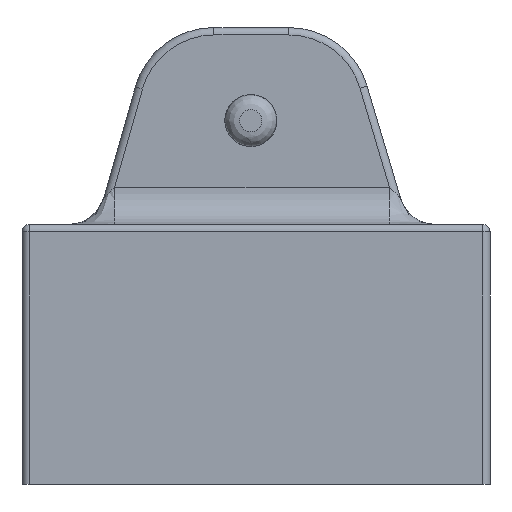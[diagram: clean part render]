
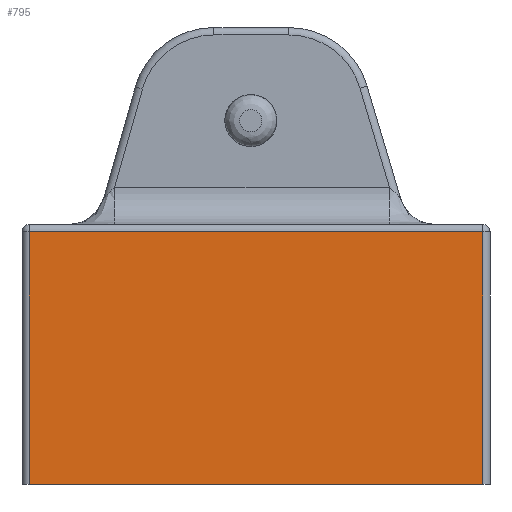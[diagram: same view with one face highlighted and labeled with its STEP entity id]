
A CAD part, left-side view. The second image highlights one B-rep face of the part: STEP entity #795.
In plain terms, the highlighted planar face has unit normal (-1, 0, 0).
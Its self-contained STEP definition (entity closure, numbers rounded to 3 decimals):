
#44=PLANE('',#906);
#97=FACE_OUTER_BOUND('',#151,.T.);
#151=EDGE_LOOP('',(#672,#673,#674,#675));
#166=LINE('',#1199,#224);
#206=LINE('',#1511,#264);
#207=LINE('',#1514,#265);
#208=LINE('',#1515,#266);
#224=VECTOR('',#933,10.);
#264=VECTOR('',#1133,10.);
#265=VECTOR('',#1136,10.);
#266=VECTOR('',#1137,10.);
#330=VERTEX_POINT('',#1196);
#331=VERTEX_POINT('',#1198);
#379=VERTEX_POINT('',#1509);
#380=VERTEX_POINT('',#1513);
#396=EDGE_CURVE('',#330,#331,#166,.T.);
#482=EDGE_CURVE('',#379,#330,#206,.T.);
#483=EDGE_CURVE('',#380,#379,#207,.T.);
#484=EDGE_CURVE('',#331,#380,#208,.T.);
#672=ORIENTED_EDGE('',*,*,#396,.F.);
#673=ORIENTED_EDGE('',*,*,#482,.F.);
#674=ORIENTED_EDGE('',*,*,#483,.F.);
#675=ORIENTED_EDGE('',*,*,#484,.F.);
#795=ADVANCED_FACE('',(#97),#44,.T.);
#906=AXIS2_PLACEMENT_3D('',#1512,#1134,#1135);
#933=DIRECTION('',(0.,-1.,0.));
#1133=DIRECTION('',(0.,0.,1.));
#1134=DIRECTION('center_axis',(-1.,0.,0.));
#1135=DIRECTION('ref_axis',(0.,-1.,0.));
#1136=DIRECTION('',(0.,1.,0.));
#1137=DIRECTION('',(0.,0.,-1.));
#1196=CARTESIAN_POINT('',(-40.,49.,34.));
#1198=CARTESIAN_POINT('',(-40.,-12.,34.));
#1199=CARTESIAN_POINT('',(-40.,34.25,34.));
#1509=CARTESIAN_POINT('',(-40.,49.,0.));
#1511=CARTESIAN_POINT('',(-40.,49.,0.));
#1512=CARTESIAN_POINT('Origin',(-40.,50.,0.));
#1513=CARTESIAN_POINT('',(-40.,-12.,0.));
#1514=CARTESIAN_POINT('',(-40.,-13.,0.));
#1515=CARTESIAN_POINT('',(-40.,-12.,0.));
